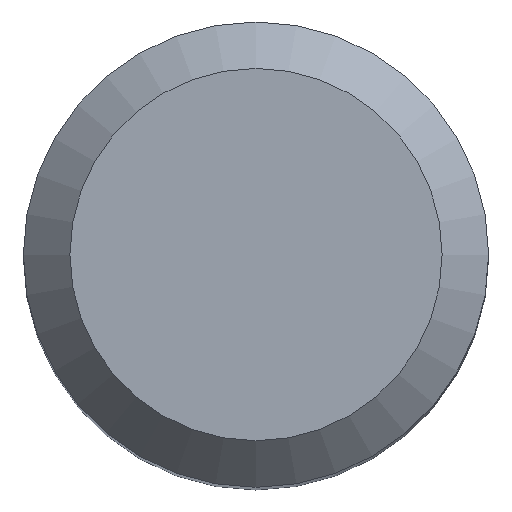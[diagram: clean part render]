
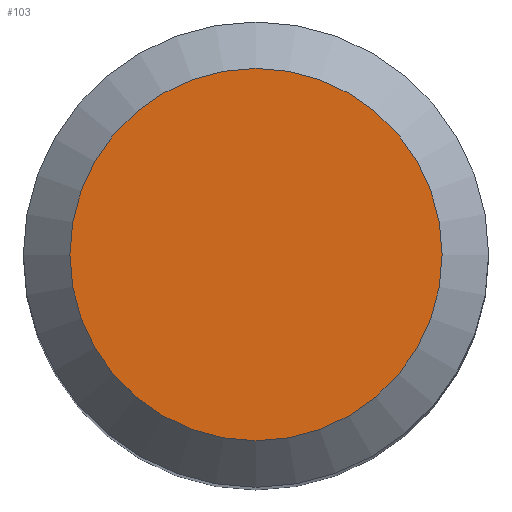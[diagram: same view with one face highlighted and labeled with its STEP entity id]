
A CAD part, top view. The second image highlights one B-rep face of the part: STEP entity #103.
In plain terms, the highlighted planar face has unit normal (0, 0, 1).
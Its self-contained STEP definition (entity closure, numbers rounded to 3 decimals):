
#11 = CARTESIAN_POINT ( 'NONE',  ( 0., 0., 89. ) ) ;
#39 = EDGE_LOOP ( 'NONE', ( #119 ) ) ;
#62 = CARTESIAN_POINT ( 'NONE',  ( 0., 4., 89. ) ) ;
#72 = AXIS2_PLACEMENT_3D ( 'NONE', #161, #139, #249 ) ;
#103 = ADVANCED_FACE ( 'NONE', ( #187 ), #157, .F. ) ;
#119 = ORIENTED_EDGE ( 'NONE', *, *, #137, .F. ) ;
#137 = EDGE_CURVE ( 'NONE', #165, #165, #185, .T. ) ;
#139 = DIRECTION ( 'NONE',  ( 0., 0., -1. ) ) ;
#157 = PLANE ( 'NONE',  #72 ) ;
#161 = CARTESIAN_POINT ( 'NONE',  ( 0., 0., 89. ) ) ;
#165 = VERTEX_POINT ( 'NONE', #62 ) ;
#185 = CIRCLE ( 'NONE', #258, 4. ) ;
#187 = FACE_OUTER_BOUND ( 'NONE', #39, .T. ) ;
#224 = DIRECTION ( 'NONE',  ( 0., 0., -1. ) ) ;
#248 = DIRECTION ( 'NONE',  ( 0., 1., 0. ) ) ;
#249 = DIRECTION ( 'NONE',  ( 0., 1., 0. ) ) ;
#258 = AXIS2_PLACEMENT_3D ( 'NONE', #11, #224, #248 ) ;
